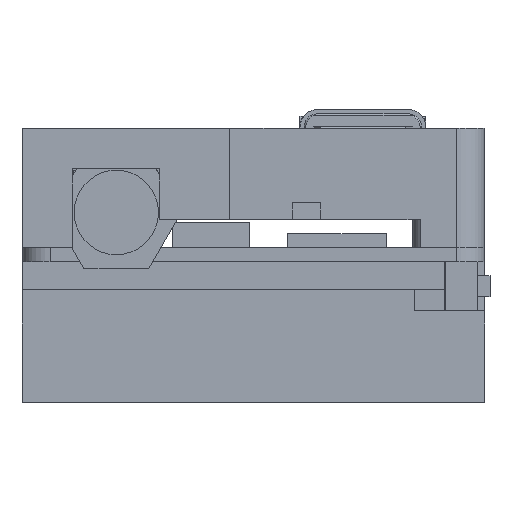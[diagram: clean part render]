
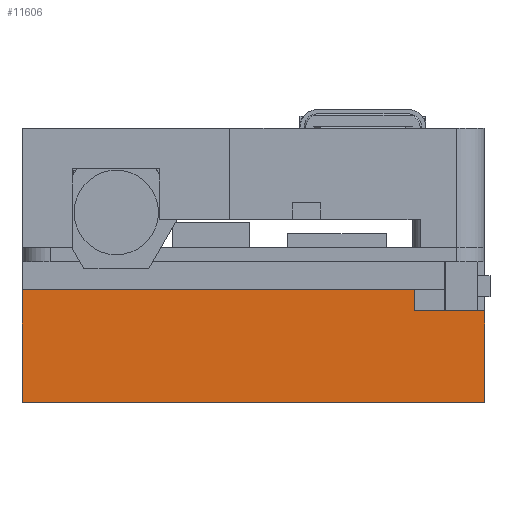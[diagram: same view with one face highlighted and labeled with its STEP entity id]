
A CAD part, front view. The second image highlights one B-rep face of the part: STEP entity #11606.
In plain terms, the highlighted planar face has unit normal (0, -1, 0).
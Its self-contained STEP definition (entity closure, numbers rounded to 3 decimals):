
#11315=DIRECTION('',(-1.,0.,0.));
#11316=VECTOR('',#11315,27.89);
#11317=CARTESIAN_POINT('',(11.445,36.82,0.));
#11318=LINE('',#11317,#11316);
#11379=DIRECTION('',(-1.,0.,0.));
#11380=VECTOR('',#11379,5.);
#11381=CARTESIAN_POINT('',(16.445,36.82,-3.5));
#11382=LINE('',#11381,#11380);
#11391=DIRECTION('',(0.,0.,-1.));
#11392=VECTOR('',#11391,6.5);
#11393=CARTESIAN_POINT('',(16.445,36.82,-3.5));
#11394=LINE('',#11393,#11392);
#11395=DIRECTION('',(-1.,0.,0.));
#11396=VECTOR('',#11395,32.89);
#11397=CARTESIAN_POINT('',(16.445,36.82,-10.));
#11398=LINE('',#11397,#11396);
#11399=DIRECTION('',(0.,0.,-1.));
#11400=VECTOR('',#11399,3.5);
#11401=CARTESIAN_POINT('',(11.445,36.82,0.));
#11402=LINE('',#11401,#11400);
#11423=DIRECTION('',(0.,0.,-1.));
#11424=VECTOR('',#11423,10.);
#11425=CARTESIAN_POINT('',(-16.445,36.82,0.));
#11426=LINE('',#11425,#11424);
#11455=CARTESIAN_POINT('',(11.445,36.82,0.));
#11457=VERTEX_POINT('',#11455);
#11459=CARTESIAN_POINT('',(-16.445,36.82,0.));
#11460=VERTEX_POINT('',#11459);
#11477=CARTESIAN_POINT('',(11.445,36.82,-3.5));
#11478=VERTEX_POINT('',#11477);
#11481=CARTESIAN_POINT('',(16.445,36.82,-3.5));
#11482=VERTEX_POINT('',#11481);
#11485=CARTESIAN_POINT('',(16.445,36.82,-10.));
#11486=VERTEX_POINT('',#11485);
#11487=CARTESIAN_POINT('',(-16.445,36.82,-10.));
#11488=VERTEX_POINT('',#11487);
#11591=CARTESIAN_POINT('',(16.445,36.82,0.));
#11592=DIRECTION('',(0.,-1.,0.));
#11593=DIRECTION('',(-1.,0.,0.));
#11594=AXIS2_PLACEMENT_3D('',#11591,#11592,#11593);
#11595=PLANE('',#11594);
#11596=ORIENTED_EDGE('',*,*,#11584,.F.);
#11597=ORIENTED_EDGE('',*,*,#11573,.T.);
#11599=ORIENTED_EDGE('',*,*,#11598,.T.);
#11601=ORIENTED_EDGE('',*,*,#11600,.F.);
#11602=ORIENTED_EDGE('',*,*,#11506,.F.);
#11603=ORIENTED_EDGE('',*,*,#11541,.T.);
#11604=EDGE_LOOP('',(#11596,#11597,#11599,#11601,#11602,#11603));
#11605=FACE_OUTER_BOUND('',#11604,.F.);
#11506=EDGE_CURVE('',#11457,#11460,#11318,.T.);
#11541=EDGE_CURVE('',#11457,#11478,#11402,.T.);
#11573=EDGE_CURVE('',#11482,#11486,#11394,.T.);
#11584=EDGE_CURVE('',#11482,#11478,#11382,.T.);
#11598=EDGE_CURVE('',#11486,#11488,#11398,.T.);
#11600=EDGE_CURVE('',#11460,#11488,#11426,.T.);
#11606=ADVANCED_FACE('',(#11605),#11595,.T.);
